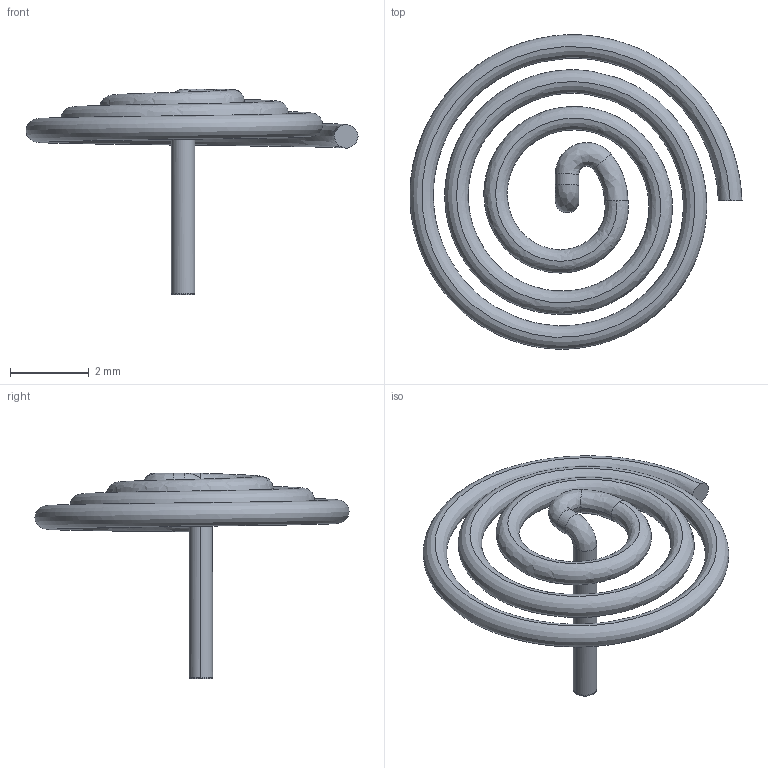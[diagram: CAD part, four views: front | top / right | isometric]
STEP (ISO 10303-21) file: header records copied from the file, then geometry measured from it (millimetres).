
FILE_DESCRIPTION (( 'STEP AP214' ), '1' );
FILE_NAME ('keystone-PN241.STEP', '2020-03-18T01:30:24', ( '' ), ( '' ), 'SwSTEP 2.0', 'SolidWorks 2019', '' );
FILE_SCHEMA (( 'AUTOMOTIVE_DESIGN' ));
Length unit declared in the file: inch
Products named in the file (1): keystone-PN241
Bounding box: 8.45 x 8 x 5.23 mm (x, y, z)
Volume: 16.7 mm3; surface area: 113 mm2
Topology: 1 solids, 1 shells, 16 faces, 32 edges, 18 vertices
Faces by surface type: bspline 12, cylinder 2, plane 2
Entity records: 1834 total; most frequent: CARTESIAN_POINT 1309, ORIENTED_EDGE 64, DIRECTION 48, EDGE_CURVE 32, AXIS2_PLACEMENT_3D 21, LENGTH_MEASURE_WITH_UNIT 19, DIMENSIONAL_EXPONENTS 19, UNCERTAINTY_MEASURE_WITH_UNIT 19
